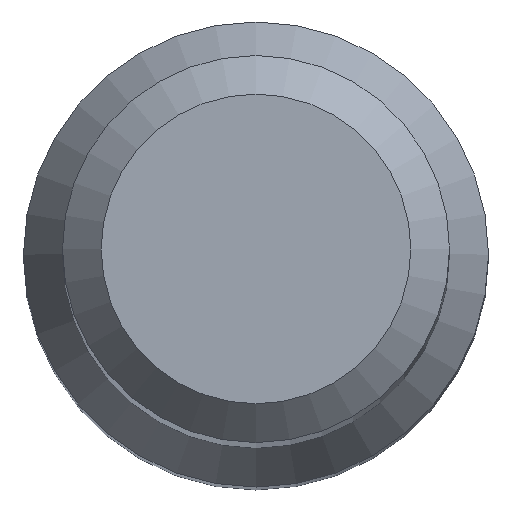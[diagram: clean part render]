
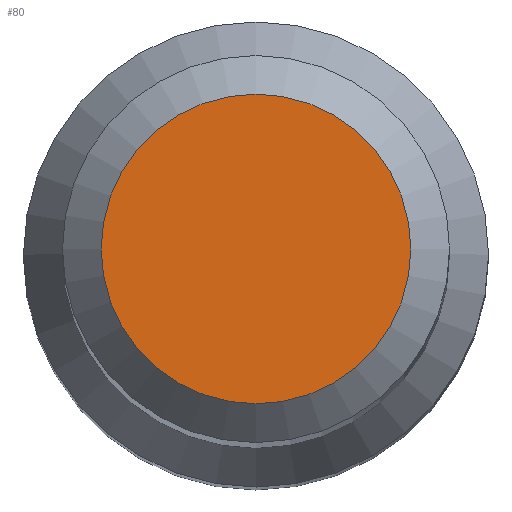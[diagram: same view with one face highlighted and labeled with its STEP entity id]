
A CAD part, top view. The second image highlights one B-rep face of the part: STEP entity #80.
In plain terms, the highlighted planar face has unit normal (0, 0, 1).
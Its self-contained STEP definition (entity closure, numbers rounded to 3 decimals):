
#17 = CARTESIAN_POINT ( 'NONE',  ( 0., 0., 63. ) ) ;
#20 = CIRCLE ( 'NONE', #123, 2. ) ;
#27 = DIRECTION ( 'NONE',  ( 0., 1., 0. ) ) ;
#54 = DIRECTION ( 'NONE',  ( 0., 1., 0. ) ) ;
#56 = EDGE_CURVE ( 'NONE', #136, #136, #20, .T. ) ;
#68 = CARTESIAN_POINT ( 'NONE',  ( 0., 0., 63. ) ) ;
#80 = ADVANCED_FACE ( 'NONE', ( #115 ), #182, .F. ) ;
#81 = AXIS2_PLACEMENT_3D ( 'NONE', #17, #160, #54 ) ;
#107 = EDGE_LOOP ( 'NONE', ( #214 ) ) ;
#115 = FACE_OUTER_BOUND ( 'NONE', #107, .T. ) ;
#123 = AXIS2_PLACEMENT_3D ( 'NONE', #68, #216, #27 ) ;
#136 = VERTEX_POINT ( 'NONE', #213 ) ;
#160 = DIRECTION ( 'NONE',  ( 0., 0., -1. ) ) ;
#182 = PLANE ( 'NONE',  #81 ) ;
#213 = CARTESIAN_POINT ( 'NONE',  ( 0., 2., 63. ) ) ;
#214 = ORIENTED_EDGE ( 'NONE', *, *, #56, .F. ) ;
#216 = DIRECTION ( 'NONE',  ( 0., 0., -1. ) ) ;
